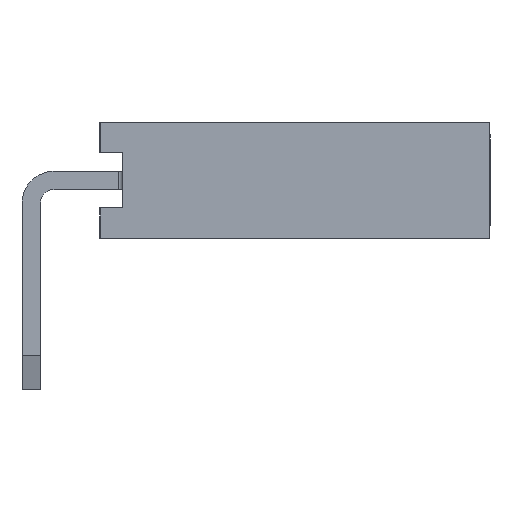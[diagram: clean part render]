
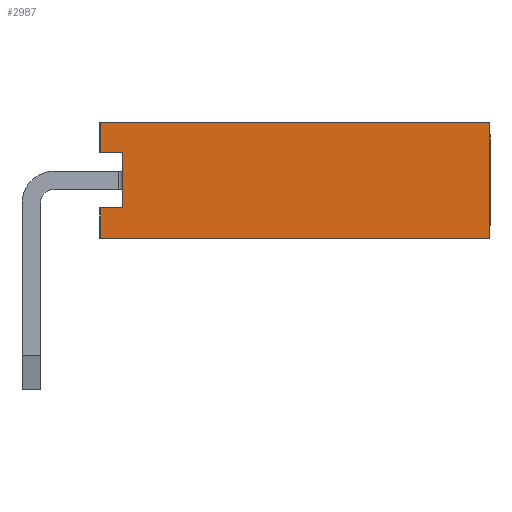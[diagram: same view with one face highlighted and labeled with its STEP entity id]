
A CAD part, left-side view. The second image highlights one B-rep face of the part: STEP entity #2987.
In plain terms, the highlighted planar face has unit normal (-1, 0, 0).
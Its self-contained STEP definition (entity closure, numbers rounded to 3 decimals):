
#2987=ADVANCED_FACE('',(#16049),#16051,.T.);
#16049=FACE_BOUND('',#16050,.T.);
#16050=EDGE_LOOP('',(#26557,#26558,#26559,#26560,#26561,#26562,#26563,#26564));
#16051=PLANE('',#16052);
#16052=AXIS2_PLACEMENT_3D('',#16053,#16054,#16055);
#16053=CARTESIAN_POINT('',(-1.27,-1.5,2.54));
#16054=DIRECTION('',(-1.,0.,0.));
#16055=DIRECTION('',(0.,0.,-1.));
#26557=ORIENTED_EDGE('',*,*,#34125,.T.);
#26558=ORIENTED_EDGE('',*,*,#34126,.T.);
#26559=ORIENTED_EDGE('',*,*,#34127,.T.);
#26560=ORIENTED_EDGE('',*,*,#34128,.F.);
#26561=ORIENTED_EDGE('',*,*,#34129,.F.);
#26562=ORIENTED_EDGE('',*,*,#34130,.T.);
#26563=ORIENTED_EDGE('',*,*,#34131,.T.);
#26564=ORIENTED_EDGE('',*,*,#33613,.T.);
#33613=EDGE_CURVE('',#38497,#38498,#38499,.T.);
#34125=EDGE_CURVE('',#38498,#39221,#39222,.F.);
#34126=EDGE_CURVE('',#39221,#39223,#39224,.T.);
#34127=EDGE_CURVE('',#39223,#39225,#39226,.T.);
#34128=EDGE_CURVE('',#39227,#39225,#39228,.T.);
#34129=EDGE_CURVE('',#39229,#39227,#39230,.T.);
#34130=EDGE_CURVE('',#39229,#39231,#39232,.T.);
#34131=EDGE_CURVE('',#39231,#38497,#39233,.F.);
#38497=VERTEX_POINT('',#47097);
#38498=VERTEX_POINT('',#47098);
#38499=LINE('',#47099,#47100);
#39221=VERTEX_POINT('',#48845);
#39222=LINE('',#48846,#48847);
#39223=VERTEX_POINT('',#48849);
#39224=LINE('',#48850,#48851);
#39225=VERTEX_POINT('',#48853);
#39226=LINE('',#48854,#48855);
#39227=VERTEX_POINT('',#48857);
#39228=LINE('',#48858,#48859);
#39229=VERTEX_POINT('',#48861);
#39230=LINE('',#48862,#48863);
#39231=VERTEX_POINT('',#48865);
#39232=LINE('',#48866,#48867);
#39233=LINE('',#48869,#48870);
#47097=CARTESIAN_POINT('',(-1.27,-2.,1.87));
#47098=CARTESIAN_POINT('',(-1.27,-2.,0.67));
#47099=CARTESIAN_POINT('',(-1.27,-2.,1.87));
#47100=VECTOR('',#47101,1.);
#47101=DIRECTION('',(0.,0.,-1.));
#48845=CARTESIAN_POINT('',(-1.27,-1.5,0.67));
#48846=CARTESIAN_POINT('',(-1.27,-1.5,0.67));
#48847=VECTOR('',#48848,1.);
#48848=DIRECTION('',(0.,-1.,0.));
#48849=CARTESIAN_POINT('',(-1.27,-1.5,0.));
#48850=CARTESIAN_POINT('',(-1.27,-1.5,0.67));
#48851=VECTOR('',#48852,1.);
#48852=DIRECTION('',(0.,0.,-1.));
#48853=CARTESIAN_POINT('',(-1.27,-10.,0.));
#48854=CARTESIAN_POINT('',(-1.27,-1.5,0.));
#48855=VECTOR('',#48856,1.);
#48856=DIRECTION('',(0.,-1.,0.));
#48857=CARTESIAN_POINT('',(-1.27,-10.,2.54));
#48858=CARTESIAN_POINT('',(-1.27,-10.,2.54));
#48859=VECTOR('',#48860,1.);
#48860=DIRECTION('',(0.,0.,-1.));
#48861=CARTESIAN_POINT('',(-1.27,-1.5,2.54));
#48862=CARTESIAN_POINT('',(-1.27,-1.5,2.54));
#48863=VECTOR('',#48864,1.);
#48864=DIRECTION('',(0.,-1.,0.));
#48865=CARTESIAN_POINT('',(-1.27,-1.5,1.87));
#48866=CARTESIAN_POINT('',(-1.27,-1.5,2.54));
#48867=VECTOR('',#48868,1.);
#48868=DIRECTION('',(0.,0.,-1.));
#48869=CARTESIAN_POINT('',(-1.27,-2.,1.87));
#48870=VECTOR('',#48871,1.);
#48871=DIRECTION('',(0.,1.,0.));
